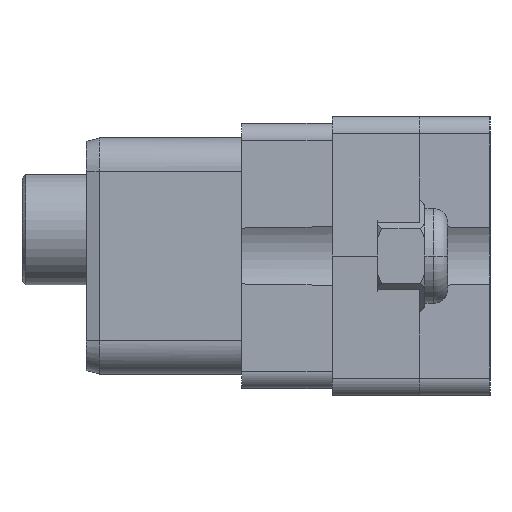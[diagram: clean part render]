
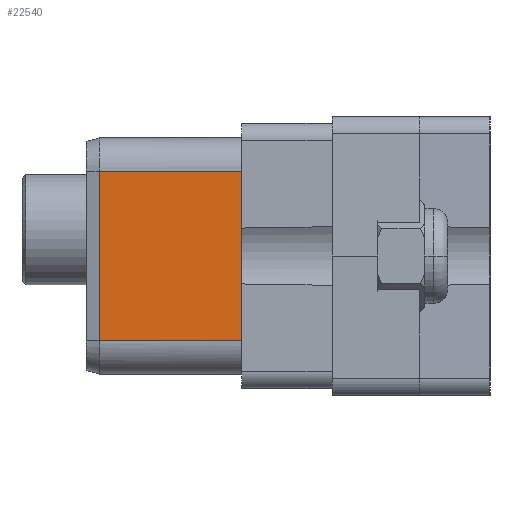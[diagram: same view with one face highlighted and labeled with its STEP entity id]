
A CAD part, left-side view. The second image highlights one B-rep face of the part: STEP entity #22540.
In plain terms, the highlighted planar face has unit normal (-1, 0.011, 0).
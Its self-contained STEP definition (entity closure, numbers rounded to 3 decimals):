
#214=DIRECTION('',(0.,0.,1.));
#215=VECTOR('',#214,9.65);
#216=CARTESIAN_POINT('',(-20.93,-0.18,-4.825));
#217=LINE('',#216,#215);
#5296=CARTESIAN_POINT('',(-20.838,7.929,-4.825));
#5298=DIRECTION('',(0.011,1.,0.));
#5299=VECTOR('',#5298,8.11);
#5300=CARTESIAN_POINT('',(-20.93,-0.18,-4.825));
#5301=LINE('',#5300,#5299);
#5338=CARTESIAN_POINT('',(-20.93,-0.18,-4.825));
#5347=CARTESIAN_POINT('',(-20.838,7.929,-4.825));
#5348=CARTESIAN_POINT('',(-20.838,7.929,
-3.753));
#5349=CARTESIAN_POINT('',(-20.838,7.93,
-1.608));
#5350=CARTESIAN_POINT('',(-20.838,7.93,1.608));
#5351=CARTESIAN_POINT('',(-20.838,7.93,3.753));
#5352=CARTESIAN_POINT('',(-20.838,7.93,4.825));
#5466=CARTESIAN_POINT('',(-20.93,-0.18,4.825));
#5468=CARTESIAN_POINT('',(-20.93,-0.18,4.825));
#5469=CARTESIAN_POINT('',(-20.92,0.721,4.825));
#5470=CARTESIAN_POINT('',(-20.899,2.523,4.825));
#5471=CARTESIAN_POINT('',(-20.869,5.227,4.825));
#5472=CARTESIAN_POINT('',(-20.848,7.029,4.825));
#5473=CARTESIAN_POINT('',(-20.838,7.93,4.825));
#16274=VERTEX_POINT('',#5338);
#16276=VERTEX_POINT('',#5466);
#17638=VERTEX_POINT('',#5296);
#17640=VERTEX_POINT('',#5352);
#22528=CARTESIAN_POINT('',(-20.93,-0.195,6.705));
#22529=DIRECTION('',(1.,-0.011,0.));
#22530=DIRECTION('',(0.011,1.,0.));
#22531=AXIS2_PLACEMENT_3D('',#22528,#22529,#22530);
#22532=PLANE('',#22531);
#22533=ORIENTED_EDGE('',*,*,#22360,.T.);
#22535=ORIENTED_EDGE('',*,*,#22534,.F.);
#22536=ORIENTED_EDGE('',*,*,#19072,.F.);
#22537=ORIENTED_EDGE('',*,*,#22521,.T.);
#22538=EDGE_LOOP('',(#22533,#22535,#22536,#22537));
#22539=FACE_OUTER_BOUND('',#22538,.F.);
#22540=ADVANCED_FACE('',(#22539),#22532,.F.);
#5353=B_SPLINE_CURVE_WITH_KNOTS('',3,(#5347,#5348,#5349,#5350,#5351,#5352),
.UNSPECIFIED.,.F.,.F.,(4,1,1,4),(0.,0.333,0.667,1.),
.UNSPECIFIED.);
#5474=B_SPLINE_CURVE_WITH_KNOTS('',3,(#5468,#5469,#5470,#5471,#5472,#5473),
.UNSPECIFIED.,.F.,.F.,(4,1,1,4),(0.,0.333,0.667,1.),
.UNSPECIFIED.);
#19072=EDGE_CURVE('',#16274,#16276,#217,.T.);
#22360=EDGE_CURVE('',#17638,#17640,#5353,.T.);
#22521=EDGE_CURVE('',#16274,#17638,#5301,.T.);
#22534=EDGE_CURVE('',#16276,#17640,#5474,.T.);
